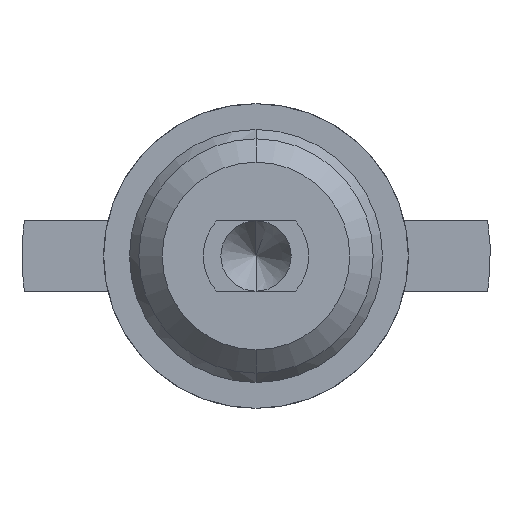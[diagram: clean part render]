
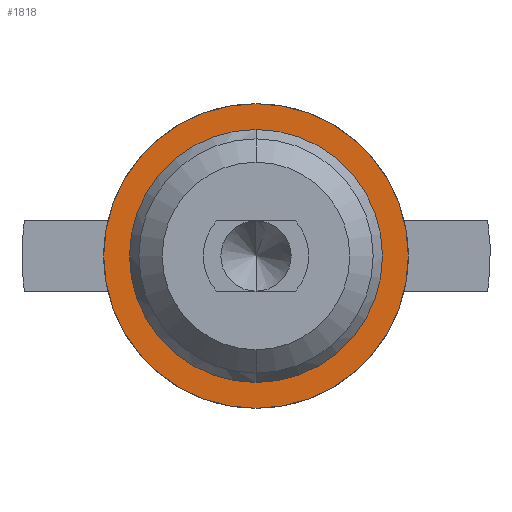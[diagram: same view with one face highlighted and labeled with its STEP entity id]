
A CAD part, front view. The second image highlights one B-rep face of the part: STEP entity #1818.
In plain terms, the highlighted planar face has unit normal (0, -1, 0).
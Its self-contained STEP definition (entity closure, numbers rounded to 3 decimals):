
#174 = DIRECTION ( 'NONE',  ( 0., -1., 0. ) ) ;
#329 = CARTESIAN_POINT ( 'NONE',  ( 0., 27.9, -1.3 ) ) ;
#438 = ORIENTED_EDGE ( 'NONE', *, *, #2905, .F. ) ;
#481 = EDGE_CURVE ( 'Defeature ausgef�hrt3_7+Defeature ausgef�hrt3_8+Defeature ausgef�hrt3_8+Defeature ausgef�hrt3_8', #1908, #2402, #1761, .T. ) ;
#523 = AXIS2_PLACEMENT_3D ( 'NONE', #3219, #174, #1283 ) ;
#544 = CARTESIAN_POINT ( 'NONE',  ( 0., 27.9, 0. ) ) ;
#584 = EDGE_LOOP ( 'NONE', ( #3233, #438 ) ) ;
#661 = CARTESIAN_POINT ( 'NONE',  ( 1.08, 27.9, 0. ) ) ;
#1283 = DIRECTION ( 'NONE',  ( 0., 0., -1. ) ) ;
#1291 = FACE_BOUND ( 'NONE', #584, .T. ) ;
#1489 = PLANE ( 'NONE',  #3304 ) ;
#1608 = CARTESIAN_POINT ( 'NONE',  ( 0., 27.9, 0. ) ) ;
#1662 = DIRECTION ( 'NONE',  ( 0., 0., -1. ) ) ;
#1753 = AXIS2_PLACEMENT_3D ( 'NONE', #4004, #4381, #1662 ) ;
#1761 = CIRCLE ( 'NONE', #4740, 1.3 ) ;
#1818 = ADVANCED_FACE ( 'Defeature ausgef�hrt3_7', ( #3164, #1291 ), #1489, .T. ) ;
#1908 = VERTEX_POINT ( 'NONE', #329 ) ;
#1930 = ORIENTED_EDGE ( 'NONE', *, *, #2989, .T. ) ;
#2024 = DIRECTION ( 'NONE',  ( 0., 0., -1. ) ) ;
#2153 = CIRCLE ( 'NONE', #1753, 1.08 ) ;
#2171 = CARTESIAN_POINT ( 'NONE',  ( 0., 27.9, -1.08 ) ) ;
#2223 = EDGE_CURVE ( 'Defeature ausgef�hrt3_6+Defeature ausgef�hrt3_7+Defeature ausgef�hrt3_7+Defeature ausgef�hrt3_7', #3344, #4685, #3635, .T. ) ;
#2343 = EDGE_LOOP ( 'NONE', ( #4328, #1930 ) ) ;
#2402 = VERTEX_POINT ( 'NONE', #3842 ) ;
#2879 = DIRECTION ( 'NONE',  ( 0., 0., -1. ) ) ;
#2905 = EDGE_CURVE ( 'Defeature ausgef�hrt3_6+Defeature ausgef�hrt3_7+Defeature ausgef�hrt3_7+Defeature ausgef�hrt3_7', #4685, #3344, #2153, .T. ) ;
#2989 = EDGE_CURVE ( 'Defeature ausgef�hrt3_7+Defeature ausgef�hrt3_8+Defeature ausgef�hrt3_8+Defeature ausgef�hrt3_8', #2402, #1908, #3321, .T. ) ;
#3164 = FACE_OUTER_BOUND ( 'NONE', #2343, .T. ) ;
#3219 = CARTESIAN_POINT ( 'NONE',  ( 0., 27.9, 0. ) ) ;
#3233 = ORIENTED_EDGE ( 'NONE', *, *, #2223, .F. ) ;
#3304 = AXIS2_PLACEMENT_3D ( 'NONE', #661, #4197, #4138 ) ;
#3321 = CIRCLE ( 'NONE', #3841, 1.3 ) ;
#3344 = VERTEX_POINT ( 'NONE', #2171 ) ;
#3635 = CIRCLE ( 'NONE', #523, 1.08 ) ;
#3841 = AXIS2_PLACEMENT_3D ( 'NONE', #544, #4790, #2879 ) ;
#3842 = CARTESIAN_POINT ( 'NONE',  ( 0., 27.9, 1.3 ) ) ;
#4004 = CARTESIAN_POINT ( 'NONE',  ( 0., 27.9, 0. ) ) ;
#4138 = DIRECTION ( 'NONE',  ( 0., 0., -1. ) ) ;
#4197 = DIRECTION ( 'NONE',  ( 0., -1., 0. ) ) ;
#4319 = DIRECTION ( 'NONE',  ( 0., -1., 0. ) ) ;
#4328 = ORIENTED_EDGE ( 'NONE', *, *, #481, .T. ) ;
#4381 = DIRECTION ( 'NONE',  ( 0., -1., 0. ) ) ;
#4685 = VERTEX_POINT ( 'NONE', #4692 ) ;
#4692 = CARTESIAN_POINT ( 'NONE',  ( 0., 27.9, 1.08 ) ) ;
#4740 = AXIS2_PLACEMENT_3D ( 'NONE', #1608, #4319, #2024 ) ;
#4790 = DIRECTION ( 'NONE',  ( 0., -1., 0. ) ) ;
